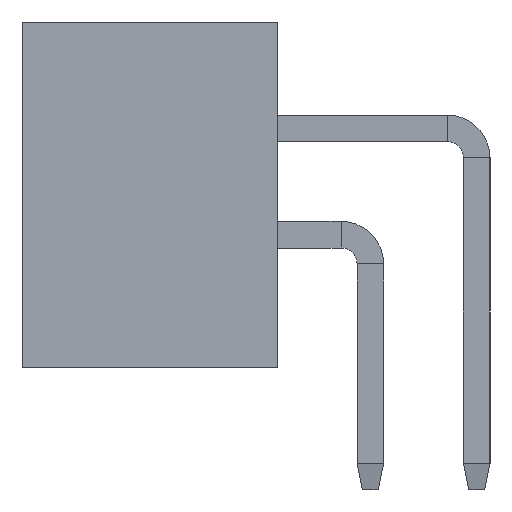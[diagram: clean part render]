
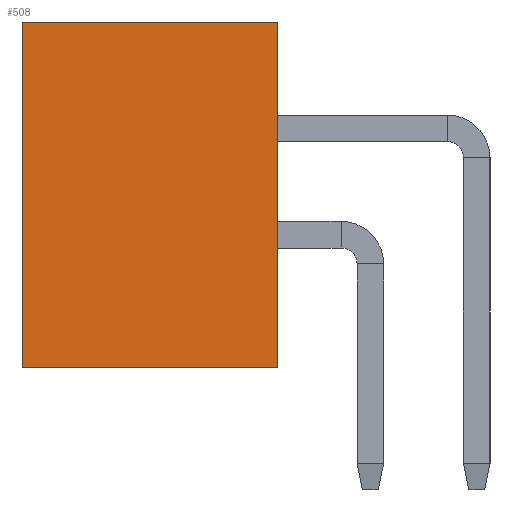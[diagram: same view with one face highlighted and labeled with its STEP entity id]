
A CAD part, left-side view. The second image highlights one B-rep face of the part: STEP entity #508.
In plain terms, the highlighted planar face has unit normal (-1, 0, 0).
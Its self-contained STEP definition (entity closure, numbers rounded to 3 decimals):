
#421=CARTESIAN_POINT('',(-6.195,-2.4,2.999));
#422=VERTEX_POINT('',#421);
#432=CARTESIAN_POINT('',(-6.195,-2.4,-3.5));
#433=VERTEX_POINT('',#432);
#434=CARTESIAN_POINT('',(-6.195,-2.4,2.999));
#435=CARTESIAN_POINT('',(-6.195,-2.4,1.699));
#436=CARTESIAN_POINT('',(-6.195,-2.4,0.399));
#437=CARTESIAN_POINT('',(-6.195,-2.4,-0.9));
#438=CARTESIAN_POINT('',(-6.195,-2.4,-2.2));
#439=CARTESIAN_POINT('',(-6.195,-2.4,-3.5));
#440=B_SPLINE_CURVE_WITH_KNOTS('',5,(#434,#435,#436,#437,#438,#439),.UNSPECIFIED.,.F.,.U.,(6,6),(0.,6.5),.UNSPECIFIED.);
#441=EDGE_CURVE('',#422,#433,#440,.T.);
#472=CARTESIAN_POINT('',(-6.195,-0.001,-0.251));
#473=DIRECTION('',(0.,0.,1.));
#474=DIRECTION('',(-1.,0.,0.));
#475=AXIS2_PLACEMENT_3D('',#472,#474,#473);
#476=PLANE('',#475);
#477=CARTESIAN_POINT('',(-6.195,2.399,2.999));
#478=VERTEX_POINT('',#477);
#479=CARTESIAN_POINT('',(-6.195,-2.4,2.999));
#480=CARTESIAN_POINT('',(-6.195,-1.44,2.999));
#481=CARTESIAN_POINT('',(-6.195,-0.48,2.999));
#482=CARTESIAN_POINT('',(-6.195,0.479,2.999));
#483=CARTESIAN_POINT('',(-6.195,1.439,2.999));
#484=CARTESIAN_POINT('',(-6.195,2.399,2.999));
#485=B_SPLINE_CURVE_WITH_KNOTS('',5,(#479,#480,#481,#482,#483,#484),.UNSPECIFIED.,.F.,.U.,(6,6),(0.,4.8),.UNSPECIFIED.);
#486=EDGE_CURVE('',#422,#478,#485,.T.);
#487=ORIENTED_EDGE('',*,*,#486,.T.);
#488=CARTESIAN_POINT('',(-6.195,2.399,-3.5));
#489=VERTEX_POINT('',#488);
#490=CARTESIAN_POINT('',(-6.195,2.399,2.999));
#491=DIRECTION('',(0.,0.,-1.));
#492=VECTOR('',#491,6.5);
#493=LINE('',#490,#492);
#494=EDGE_CURVE('',#478,#489,#493,.T.);
#495=ORIENTED_EDGE('',*,*,#494,.T.);
#496=CARTESIAN_POINT('',(-6.195,2.399,-3.5));
#497=CARTESIAN_POINT('',(-6.195,1.439,-3.5));
#498=CARTESIAN_POINT('',(-6.195,0.479,-3.5));
#499=CARTESIAN_POINT('',(-6.195,-0.48,-3.5));
#500=CARTESIAN_POINT('',(-6.195,-1.44,-3.5));
#501=CARTESIAN_POINT('',(-6.195,-2.4,-3.5));
#502=B_SPLINE_CURVE_WITH_KNOTS('',5,(#496,#497,#498,#499,#500,#501),.UNSPECIFIED.,.F.,.U.,(6,6),(0.,4.8),.UNSPECIFIED.);
#503=EDGE_CURVE('',#489,#433,#502,.T.);
#504=ORIENTED_EDGE('',*,*,#503,.T.);
#505=ORIENTED_EDGE('',*,*,#441,.F.);
#506=EDGE_LOOP('',(#487,#495,#504,#505));
#507=FACE_OUTER_BOUND('',#506,.T.);
#508=ADVANCED_FACE('',(#507),#476,.T.);
